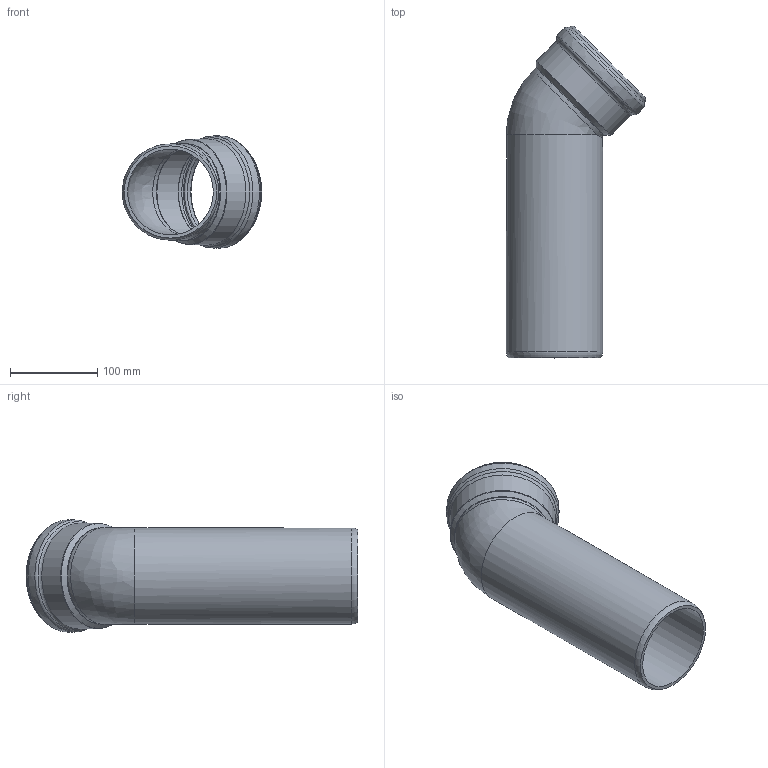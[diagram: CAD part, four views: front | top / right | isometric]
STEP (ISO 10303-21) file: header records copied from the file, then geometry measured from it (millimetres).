
FILE_DESCRIPTION(/* description */ (''),/* implementation_level */ '2;1');
FILE_NAME(/* name */ '335960 SKOLANsafeLB Langschenkelbogen DN_OD 110_45°.stp',/* time_stamp */ '2018-01-09T13:38:11+01:00',/* author */ ('user1'),/* organization */ (''),/* preprocessor_version */ 'ST-DEVELOPER v16.1',/* originating_system */ 'Autodesk Inventor 2016',/* authorisation */ '');
FILE_SCHEMA (('AUTOMOTIVE_DESIGN { 1 0 10303 214 3 1 1 }'));
Length unit declared in the file: millimetre
Products named in the file (1): 335960 SKOLANsafeLB Langschenkelbogen DN_OD 110_45°
Bounding box: 159.2 x 379.42 x 129 mm (x, y, z)
Volume: 697372.3 mm3; surface area: 249302.9 mm2
Topology: 1 solids, 1 shells, 32 faces, 72 edges, 39 vertices
Faces by surface type: torus 15, cylinder 8, bspline 4, cone 4, plane 1
Full cylindrical faces by diameter (mm): 98 x2, 110 x2, 110.4 x1, 110.7 x1, 120.4 x1, 120.6 x1
Entity records: 806 total; most frequent: CARTESIAN_POINT 220, DIRECTION 128, ORIENTED_EDGE 76, AXIS2_PLACEMENT_3D 64, EDGE_LOOP 60, EDGE_CURVE 38, VERTEX_POINT 34, CIRCLE 33
